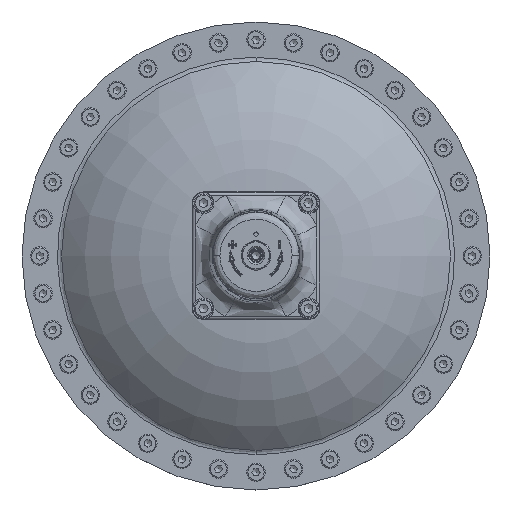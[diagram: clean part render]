
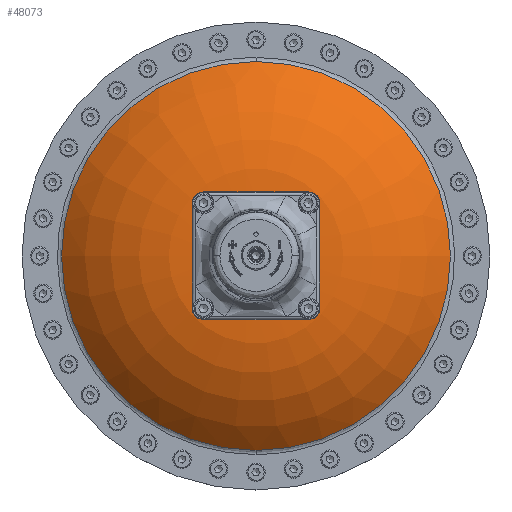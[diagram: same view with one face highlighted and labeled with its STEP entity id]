
A CAD part, top view. The second image highlights one B-rep face of the part: STEP entity #48073.
In plain terms, the highlighted toroidal (fillet/blend) face has major radius 40.02 mm and minor radius 136 mm.
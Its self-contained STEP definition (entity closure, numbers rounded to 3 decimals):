
#30634=CARTESIAN_POINT('',(0.,137.143,132.366));
#30635=VERTEX_POINT('',#30634);
#30652=CARTESIAN_POINT('',(137.143,0.,132.366));
#30653=VERTEX_POINT('',#30652);
#30654=CARTESIAN_POINT('',(0.,0.,132.366));
#30655=DIRECTION('',(-0.,-0.,-1.));
#30656=DIRECTION('',(-1.,-0.,0.));
#30657=AXIS2_PLACEMENT_3D('',#30654,#30655,#30656);
#30658=CIRCLE('',#30657,137.143);
#30659=EDGE_CURVE('NONE',#30635,#30653,#30658,.T.);
#30661=CARTESIAN_POINT('',(0.,-137.143,132.366));
#30662=VERTEX_POINT('',#30661);
#30663=CARTESIAN_POINT('',(0.,0.,132.366));
#30664=DIRECTION('',(-0.,-0.,-1.));
#30665=DIRECTION('',(-1.,-0.,0.));
#30666=AXIS2_PLACEMENT_3D('',#30663,#30664,#30665);
#30667=CIRCLE('',#30666,137.143);
#30668=EDGE_CURVE('NONE',#30653,#30662,#30667,.T.);
#48022=CARTESIAN_POINT('',(0.,0.,37.166));
#48023=DIRECTION('',(0.,0.,1.));
#48024=DIRECTION('',(-1.,-0.,0.));
#48025=AXIS2_PLACEMENT_3D('',#48022,#48023,#48024);
#48026=DEGENERATE_TOROIDAL_SURFACE('',#48025,40.02,136.,.T.);
#48027=CARTESIAN_POINT('',(-40.02,0.,173.166));
#48028=VERTEX_POINT('',#48027);
#48029=CARTESIAN_POINT('',(-137.143,0.,132.366));
#48030=VERTEX_POINT('',#48029);
#48031=CARTESIAN_POINT('',(-40.02,0.,37.166));
#48032=DIRECTION('',(0.,-1.,0.));
#48033=DIRECTION('',(-1.,-0.,0.));
#48034=AXIS2_PLACEMENT_3D('',#48031,#48032,#48033);
#48035=CIRCLE('',#48034,136.);
#48036=EDGE_CURVE('',#48028,#48030,#48035,.T.);
#48037=ORIENTED_EDGE('',*,*,#48036,.T.);
#48038=CARTESIAN_POINT('',(0.,0.,132.366));
#48039=DIRECTION('',(-0.,-0.,-1.));
#48040=DIRECTION('',(-1.,-0.,0.));
#48041=AXIS2_PLACEMENT_3D('',#48038,#48039,#48040);
#48042=CIRCLE('',#48041,137.143);
#48043=EDGE_CURVE('NONE',#30662,#48030,#48042,.T.);
#48044=ORIENTED_EDGE('',*,*,#48043,.F.);
#48045=ORIENTED_EDGE('',*,*,#30668,.F.);
#48046=ORIENTED_EDGE('',*,*,#30659,.F.);
#48047=CARTESIAN_POINT('',(0.,0.,132.366));
#48048=DIRECTION('',(-0.,-0.,-1.));
#48049=DIRECTION('',(-1.,-0.,0.));
#48050=AXIS2_PLACEMENT_3D('',#48047,#48048,#48049);
#48051=CIRCLE('',#48050,137.143);
#48052=EDGE_CURVE('NONE',#48030,#30635,#48051,.T.);
#48053=ORIENTED_EDGE('',*,*,#48052,.F.);
#48054=ORIENTED_EDGE('',*,*,#48036,.F.);
#48055=CARTESIAN_POINT('',(40.02,0.,173.166));
#48056=VERTEX_POINT('',#48055);
#48057=CARTESIAN_POINT('',(0.,0.,173.166));
#48058=DIRECTION('',(0.,0.,1.));
#48059=DIRECTION('',(-1.,-0.,0.));
#48060=AXIS2_PLACEMENT_3D('',#48057,#48058,#48059);
#48061=CIRCLE('',#48060,40.02);
#48062=EDGE_CURVE('NONE',#48056,#48028,#48061,.T.);
#48063=ORIENTED_EDGE('',*,*,#48062,.F.);
#48064=CARTESIAN_POINT('',(0.,0.,173.166));
#48065=DIRECTION('',(0.,0.,1.));
#48066=DIRECTION('',(-1.,-0.,0.));
#48067=AXIS2_PLACEMENT_3D('',#48064,#48065,#48066);
#48068=CIRCLE('',#48067,40.02);
#48069=EDGE_CURVE('NONE',#48028,#48056,#48068,.T.);
#48070=ORIENTED_EDGE('',*,*,#48069,.F.);
#48071=EDGE_LOOP('',(#48037,#48044,#48045,#48046,#48053,#48054,#48063,#48070));
#48072=FACE_BOUND('',#48071,.T.);
#48073=ADVANCED_FACE('NONE',(#48072),#48026,.T.);
